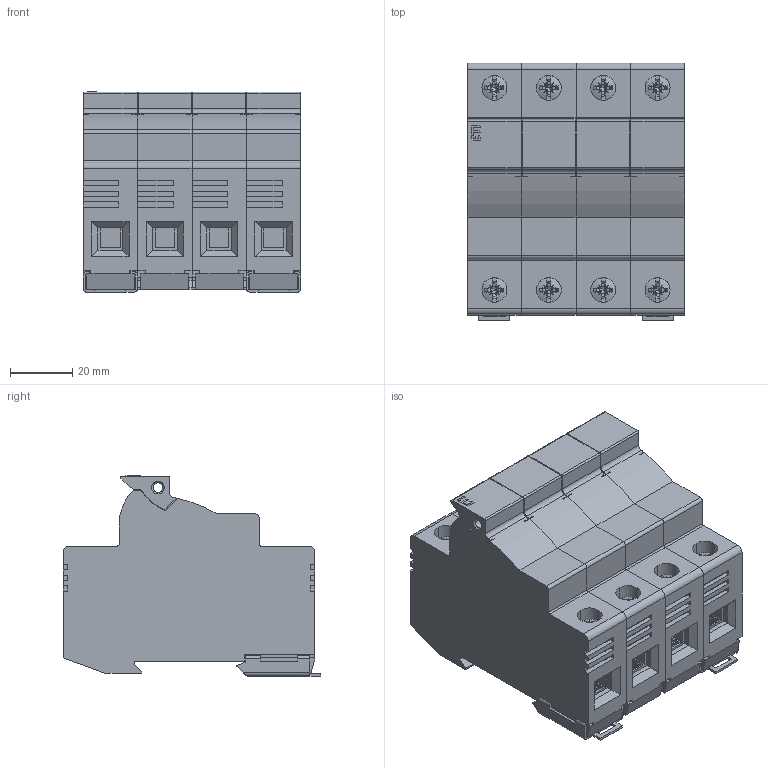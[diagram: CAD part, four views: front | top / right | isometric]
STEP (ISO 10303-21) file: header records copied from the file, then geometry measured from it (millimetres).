
FILE_DESCRIPTION((''),'2;1');
FILE_NAME('EFD_8_3P_ASM','2021-01-18T',('marketing.praksa'),('Audax d.o.o.'),'CREO PARAMETRIC BY PTC INC, 2017480','CREO PARAMETRIC BY PTC INC, 2017480','');
FILE_SCHEMA(('AUTOMOTIVE_DESIGN { 1 0 10303 214 1 1 1 1 }'));
Products named in the file (40): EFD10_1P_2_1_1_2_3_1_1_1_1_1; SCREW_1_1_2_1_1_1_1_1; PRT0006_1_1_2_1_1_1_1_1; CONTACT_1_1_2_1_1_1_1_1; CONTACT2_1_1_2_1_1_1_1_1; DI_1_1_1_1_1_1; LOGO_1_1_2_3_4_1_1_1_1_1; LOGO_1_1_2_3_4_2_1_1_1_1; LOGO_1_1_2_3_4_3_1_1_1_1; LOGO_1_1_2_3_4_ASM_1_ASM_1_ASM__ASM; EFD_8_1P_ASM_1_1_2_ASM_1_ASM_1__ASM; ASM0009_ASM_1_ASM_1_ASM_1_ASM; EFD10_1P_2_1_1_2_3_1_1_1_1_1_1; SCREW_1_1_2_1_1_1_1_1_1; PRT0006_1_1_2_1_1_1_1_1_1; CONTACT_1_1_2_1_1_1_1_1_1; CONTACT2_1_1_2_1_1_1_1_1_1; EFD_8_1P_ASM_1_1_2_ASM_1_1_AS_1_ASM; ASM0009_ASM_1_1_ASM_1_ASM_1_ASM; ASM0012_ASM_1_ASM_1_ASM; ASM0011_ASM_1_ASM_1_ASM; EFD10_1P_2_1_1_2_3_1_1_2_1; SCREW_1_1_2_1_1_2_1; PRT0006_1_1_2_1_1_2_1; CONTACT_1_1_2_1_1_2_1; CONTACT2_1_1_2_1_1_2_1; EFD_8_1P_ASM_1_1_2_ASM_1_1_2_AS_ASM; ASM0009_ASM_1_1_2_ASM_1_ASM; ASM0013_ASM_1_ASM; EFD_8_2P_ASM_1_ASM; EFD10_1P_2_1_1_2_3_1_1_2_3; SCREW_1_1_2_1_1_2_3; PRT0006_1_1_2_1_1_2_3; CONTACT_1_1_2_1_1_2_3; CONTACT2_1_1_2_1_1_2_3; DI_1_1_1_2_3; EFD_8_1P_ASM_1_1_2_ASM_1_1_2_3_ASM; ASM0009_ASM_1_1_2_3_ASM; ASM0014_ASM; EFD_8_3P_ASM
Assembly tree (39 placements, depth 7):
  EFD_8_3P_ASM
    EFD_8_2P_ASM_1_ASM
      ASM0011_ASM_1_ASM_1_ASM
        ASM0009_ASM_1_ASM_1_ASM_1_ASM
          EFD_8_1P_ASM_1_1_2_ASM_1_ASM_1__ASM
            EFD10_1P_2_1_1_2_3_1_1_1_1_1
            SCREW_1_1_2_1_1_1_1_1
            PRT0006_1_1_2_1_1_1_1_1
            CONTACT_1_1_2_1_1_1_1_1
            CONTACT2_1_1_2_1_1_1_1_1
            DI_1_1_1_1_1_1
            LOGO_1_1_2_3_4_ASM_1_ASM_1_ASM__ASM
              LOGO_1_1_2_3_4_1_1_1_1_1
              LOGO_1_1_2_3_4_2_1_1_1_1
              LOGO_1_1_2_3_4_3_1_1_1_1
        ASM0012_ASM_1_ASM_1_ASM
          ASM0009_ASM_1_1_ASM_1_ASM_1_ASM
            EFD_8_1P_ASM_1_1_2_ASM_1_1_AS_1_ASM
              EFD10_1P_2_1_1_2_3_1_1_1_1_1_1
              SCREW_1_1_2_1_1_1_1_1_1
              PRT0006_1_1_2_1_1_1_1_1_1
              CONTACT_1_1_2_1_1_1_1_1_1
              CONTACT2_1_1_2_1_1_1_1_1_1
      ASM0013_ASM_1_ASM
        ASM0009_ASM_1_1_2_ASM_1_ASM
          EFD_8_1P_ASM_1_1_2_ASM_1_1_2_AS_ASM
            EFD10_1P_2_1_1_2_3_1_1_2_1
            SCREW_1_1_2_1_1_2_1
            PRT0006_1_1_2_1_1_2_1
            CONTACT_1_1_2_1_1_2_1
            CONTACT2_1_1_2_1_1_2_1
    ASM0014_ASM
      ASM0009_ASM_1_1_2_3_ASM
        EFD_8_1P_ASM_1_1_2_ASM_1_1_2_3_ASM
          EFD10_1P_2_1_1_2_3_1_1_2_3
          SCREW_1_1_2_1_1_2_3
          PRT0006_1_1_2_1_1_2_3
          CONTACT_1_1_2_1_1_2_3
          CONTACT2_1_1_2_1_1_2_3
          DI_1_1_1_2_3
Bounding box: 70.01 x 82.89 x 64.4 mm (x, y, z)
Volume: 258465.1 mm3; surface area: 66918.4 mm2
Topology: 25 solids, 25 shells, 1482 faces, 4044 edges, 2696 vertices
Faces by surface type: plane 1158, cylinder 216, cone 64, bspline 20, sphere 16, torus 8
Entity records: 63838 total; most frequent: CARTESIAN_POINT 11451, ORIENTED_EDGE 8056, DIRECTION 7512, PRESENTATION_STYLE_ASSIGNMENT 4053, STYLED_ITEM 4053, CURVE_STYLE 4028, EDGE_CURVE 4028, VECTOR 2860
